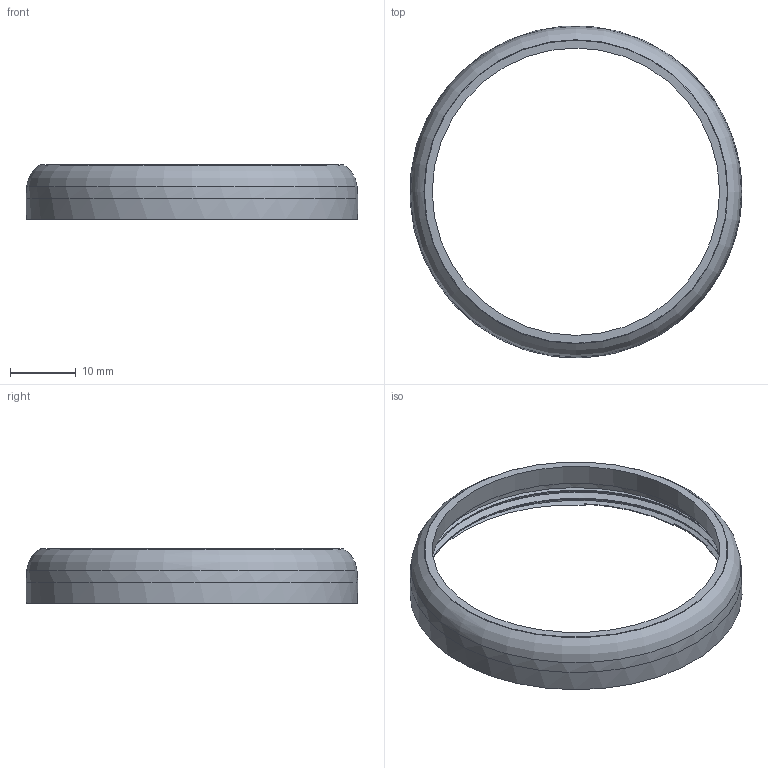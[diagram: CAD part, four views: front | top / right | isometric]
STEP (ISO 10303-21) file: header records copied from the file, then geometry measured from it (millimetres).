
FILE_DESCRIPTION(/* description */ (''),/* implementation_level */ '2;1');
FILE_NAME(/* name */ 'CirqueCaseTop.step',/* time_stamp */ '2024-08-17T21:26:19-07:00',/* author */ (''),/* organization */ (''),/* preprocessor_version */ 'ST-DEVELOPER v20',/* originating_system */ 'Autodesk Translation Framework v12.14.0.127',/* authorisation */ '');
FILE_SCHEMA (('AUTOMOTIVE_DESIGN { 1 0 10303 214 3 1 1 }'));
Length unit declared in the file: millimetre
Products named in the file (1): CirqueCaseTop
Bounding box: 50.3 x 50.25 x 8.23 mm (x, y, z)
Volume: 2439.8 mm3; surface area: 3522 mm2
Topology: 1 solids, 1 shells, 25 faces, 66 edges, 44 vertices
Faces by surface type: cylinder 8, plane 8, bspline 4, cone 4, torus 1
Full cylindrical faces by diameter (mm): 46.327 x1, 48.05 x2, 50.33 x1
Entity records: 2186 total; most frequent: CARTESIAN_POINT 1573, ORIENTED_EDGE 132, DIRECTION 102, EDGE_CURVE 66, VERTEX_POINT 44, AXIS2_PLACEMENT_3D 42, EDGE_LOOP 28, B_SPLINE_CURVE_WITH_KNOTS 28
